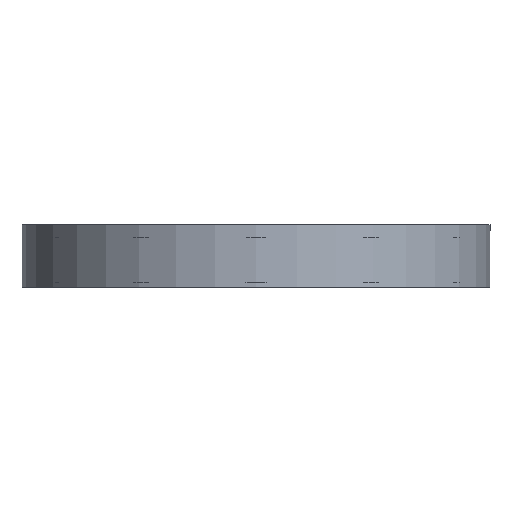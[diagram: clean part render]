
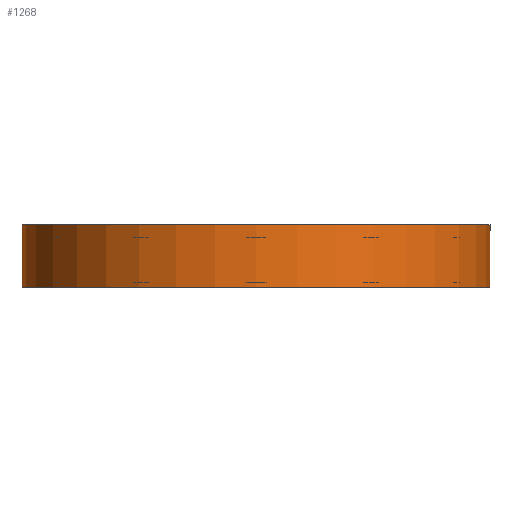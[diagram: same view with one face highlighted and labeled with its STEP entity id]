
A CAD part, front view. The second image highlights one B-rep face of the part: STEP entity #1268.
In plain terms, the highlighted cylindrical face has radius 47.875 mm (diameter 95.75 mm), a full revolution.
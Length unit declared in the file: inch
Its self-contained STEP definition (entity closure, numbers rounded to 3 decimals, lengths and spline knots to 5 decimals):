
#82=LINE('',#2598,#136);
#136=VECTOR('',#1837,1.88484);
#160=CYLINDRICAL_SURFACE('',#1454,1.88484);
#240=FACE_OUTER_BOUND('',#308,.T.);
#308=EDGE_LOOP('',(#1061,#1062,#1063,#1064));
#435=CIRCLE('',#1455,1.88484);
#436=CIRCLE('',#1456,1.88484);
#609=VERTEX_POINT('',#2595);
#610=VERTEX_POINT('',#2597);
#784=EDGE_CURVE('',#609,#609,#435,.T.);
#785=EDGE_CURVE('',#609,#610,#82,.T.);
#786=EDGE_CURVE('',#610,#610,#436,.T.);
#1061=ORIENTED_EDGE('',*,*,#784,.T.);
#1062=ORIENTED_EDGE('',*,*,#785,.T.);
#1063=ORIENTED_EDGE('',*,*,#786,.F.);
#1064=ORIENTED_EDGE('',*,*,#785,.F.);
#1268=ADVANCED_FACE('',(#240),#160,.T.);
#1454=AXIS2_PLACEMENT_3D('',#2594,#1833,#1834);
#1455=AXIS2_PLACEMENT_3D('',#2596,#1835,#1836);
#1456=AXIS2_PLACEMENT_3D('',#2599,#1838,#1839);
#1833=DIRECTION('center_axis',(0.,0.,1.));
#1834=DIRECTION('ref_axis',(1.,0.,0.));
#1835=DIRECTION('center_axis',(0.,0.,-1.));
#1836=DIRECTION('ref_axis',(1.,0.,0.));
#1837=DIRECTION('',(0.,0.,-1.));
#1838=DIRECTION('center_axis',(0.,0.,-1.));
#1839=DIRECTION('ref_axis',(1.,0.,0.));
#2594=CARTESIAN_POINT('Origin',(1.875,5.125,0.095));
#2595=CARTESIAN_POINT('',(-0.00984,5.125,0.595));
#2596=CARTESIAN_POINT('Origin',(1.875,5.125,0.595));
#2597=CARTESIAN_POINT('',(-0.00984,5.125,0.095));
#2598=CARTESIAN_POINT('',(-0.00984,5.125,0.095));
#2599=CARTESIAN_POINT('Origin',(1.875,5.125,0.095));
